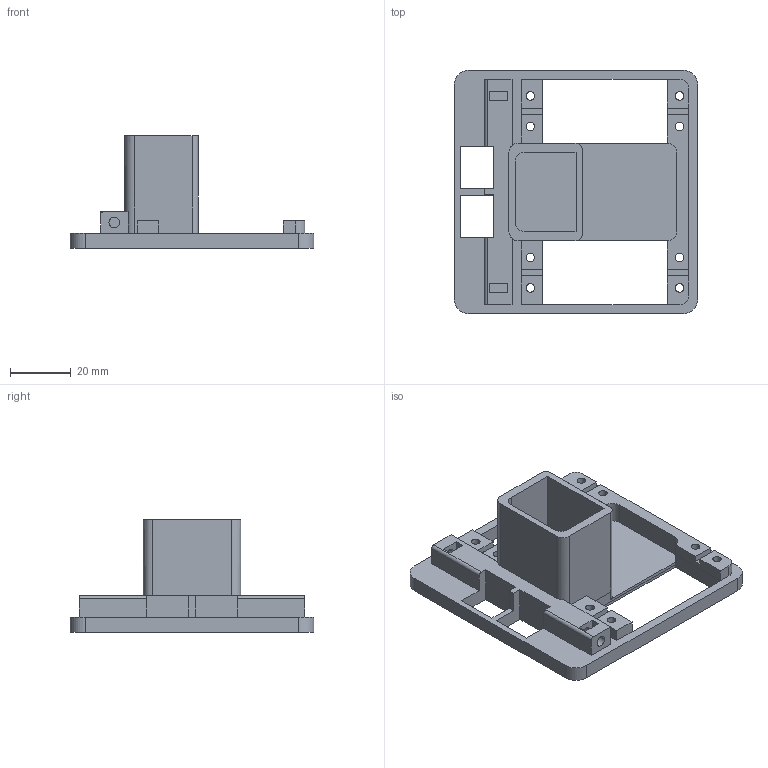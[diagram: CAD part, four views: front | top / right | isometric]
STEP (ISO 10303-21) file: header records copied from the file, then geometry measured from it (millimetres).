
FILE_DESCRIPTION((''),'2;1');
FILE_NAME('chassis.step','2015-04-04T17:38:07',('Usuario'),(''),'Autodesk Inventor 2013','Autodesk Inventor 2013','');
FILE_SCHEMA(('AUTOMOTIVE_DESIGN { 1 0 10303 214 1 1 1 1 }'));
Length unit declared in the file: millimetre
Products named in the file (1): chassis
Bounding box: 80 x 80 x 37 mm (x, y, z)
Volume: 30244.5 mm3; surface area: 21684.7 mm2
Topology: 1 solids, 1 shells, 150 faces, 404 edges, 264 vertices
Faces by surface type: plane 106, cylinder 44
Full cylindrical faces by diameter (mm): 2.8 x8, 3.5 x12, 6 x8
Entity records: 4644 total; most frequent: CARTESIAN_POINT 767, DIRECTION 756, ORIENTED_EDGE 728, EDGE_CURVE 364, VECTOR 274, LINE 274, VERTEX_POINT 252, AXIS2_PLACEMENT_3D 241
